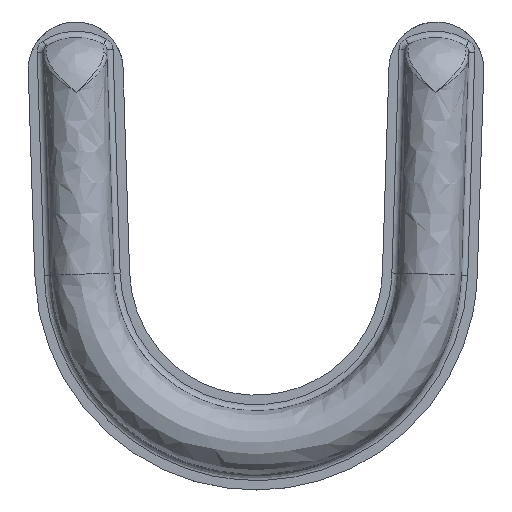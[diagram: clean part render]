
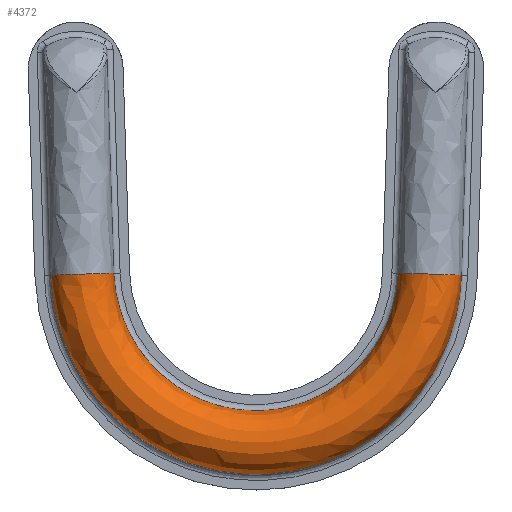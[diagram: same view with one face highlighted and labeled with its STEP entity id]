
A CAD part, top view. The second image highlights one B-rep face of the part: STEP entity #4372.
In plain terms, the highlighted free-form (B-spline) face has degree [2, 2] with [5, 5] control points.
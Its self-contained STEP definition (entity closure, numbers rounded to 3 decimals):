
#4232=CARTESIAN_POINT('',(22.489,33.287,5.0));
#4233=VERTEX_POINT('',#4232);
#4240=CARTESIAN_POINT('',(-22.488,33.278,5.0));
#4241=VERTEX_POINT('',#4240);
#4247=CARTESIAN_POINT('',(-22.488,33.278,5.0));
#4248=CARTESIAN_POINT('',(-21.789,11.496,5.0));
#4249=CARTESIAN_POINT('',(0.004,11.5,5.0));
#4250=CARTESIAN_POINT('',(21.798,11.504,5.0));
#4251=CARTESIAN_POINT('',(22.489,33.287,5.0));
#4259=(BOUNDED_CURVE()B_SPLINE_CURVE(2,(#4247,#4248,#4249,#4250,#4251),.UNSPECIFIED.,.F.,.U.)B_SPLINE_CURVE_WITH_KNOTS((3,2,3),(0.0,0.5,1.0),.UNSPECIFIED.)CURVE()GEOMETRIC_REPRESENTATION_ITEM()RATIONAL_B_SPLINE_CURVE((1.0,0.718,1.0,0.718,1.0))REPRESENTATION_ITEM(''));
#4260=EDGE_CURVE('',#4241,#4233,#4259,.T.);
#4265=CARTESIAN_POINT('',(-32.262,37.49,4.294));
#4266=CARTESIAN_POINT('',(-36.15,1.55,4.294));
#4267=CARTESIAN_POINT('',(0.,1.55,4.294));
#4268=CARTESIAN_POINT('',(36.161,1.55,4.294));
#4269=CARTESIAN_POINT('',(32.261,37.5,4.294));
#4270=CARTESIAN_POINT('',(-33.076,37.578,10.036));
#4271=CARTESIAN_POINT('',(-37.063,0.731,10.036));
#4272=CARTESIAN_POINT('',(0.,0.731,10.036));
#4273=CARTESIAN_POINT('',(37.074,0.731,10.036));
#4274=CARTESIAN_POINT('',(33.075,37.588,10.036));
#4275=CARTESIAN_POINT('',(-27.309,36.954,10.));
#4276=CARTESIAN_POINT('',(-30.601,6.531,10.));
#4277=CARTESIAN_POINT('',(0.,6.531,10.));
#4278=CARTESIAN_POINT('',(30.61,6.531,10.));
#4279=CARTESIAN_POINT('',(27.308,36.963,10.));
#4280=CARTESIAN_POINT('',(-21.611,36.338,9.964));
#4281=CARTESIAN_POINT('',(-24.216,12.263,9.964));
#4282=CARTESIAN_POINT('',(0.,12.263,9.964));
#4283=CARTESIAN_POINT('',(24.223,12.263,9.964));
#4284=CARTESIAN_POINT('',(21.61,36.345,9.964));
#4285=CARTESIAN_POINT('',(-22.42,36.425,4.29));
#4286=CARTESIAN_POINT('',(-25.122,11.449,4.29));
#4287=CARTESIAN_POINT('',(0.,11.449,4.29));
#4288=CARTESIAN_POINT('',(25.13,11.449,4.29));
#4289=CARTESIAN_POINT('',(22.419,36.432,4.29));
#4297=(BOUNDED_SURFACE()B_SPLINE_SURFACE(2,2,((#4265,#4270,#4275,#4280,#4285),(#4266,#4271,#4276,#4281,#4286),(#4267,#4272,#4277,#4282,#4287),(#4268,#4273,#4278,#4283,#4288),(#4269,#4274,#4279,#4284,#4289)),.UNSPECIFIED.,.F.,.F.,.U.)B_SPLINE_SURFACE_WITH_KNOTS((3,2,3),(3,2,3),(0.0,57.909,115.829),(0.0,9.165,18.259),.UNSPECIFIED.)GEOMETRIC_REPRESENTATION_ITEM()RATIONAL_B_SPLINE_SURFACE(((0.984,0.645,0.991,0.647,0.979),(0.66,0.433,0.665,0.434,0.657),(0.993,0.651,1.0,0.653,0.988),(0.66,0.433,0.665,0.434,0.657),(0.984,0.645,0.991,0.647,0.979)))REPRESENTATION_ITEM('')SURFACE());
#4298=ORIENTED_EDGE('',*,*,#4260,.F.);
#4299=CARTESIAN_POINT('',(-32.483,32.96,5.0));
#4300=VERTEX_POINT('',#4299);
#4301=CARTESIAN_POINT('',(-32.483,32.96,5.0));
#4302=CARTESIAN_POINT('',(-32.483,32.96,5.327));
#4303=CARTESIAN_POINT('',(-32.451,32.961,5.654));
#4304=CARTESIAN_POINT('',(-32.324,32.965,6.296));
#4305=CARTESIAN_POINT('',(-32.228,32.968,6.611));
#4306=CARTESIAN_POINT('',(-31.978,32.976,7.216));
#4307=CARTESIAN_POINT('',(-31.823,32.981,7.506));
#4308=CARTESIAN_POINT('',(-31.459,32.992,8.05));
#4309=CARTESIAN_POINT('',(-31.251,32.999,8.304));
#4310=CARTESIAN_POINT('',(-30.788,33.014,8.767));
#4311=CARTESIAN_POINT('',(-30.534,33.022,8.976));
#4312=CARTESIAN_POINT('',(-29.99,33.039,9.339));
#4313=CARTESIAN_POINT('',(-29.701,33.049,9.494));
#4314=CARTESIAN_POINT('',(-29.096,33.068,9.745));
#4315=CARTESIAN_POINT('',(-28.782,33.078,9.84));
#4316=CARTESIAN_POINT('',(-28.14,33.098,9.968));
#4317=CARTESIAN_POINT('',(-27.813,33.109,10.));
#4318=CARTESIAN_POINT('',(-27.159,33.13,10.));
#4319=CARTESIAN_POINT('',(-26.832,33.14,9.968));
#4320=CARTESIAN_POINT('',(-26.19,33.16,9.84));
#4321=CARTESIAN_POINT('',(-25.876,33.17,9.745));
#4322=CARTESIAN_POINT('',(-25.271,33.19,9.494));
#4323=CARTESIAN_POINT('',(-24.981,33.199,9.339));
#4324=CARTESIAN_POINT('',(-24.437,33.216,8.976));
#4325=CARTESIAN_POINT('',(-24.183,33.224,8.767));
#4326=CARTESIAN_POINT('',(-23.721,33.239,8.304));
#4327=CARTESIAN_POINT('',(-23.512,33.246,8.05));
#4328=CARTESIAN_POINT('',(-23.149,33.257,7.506));
#4329=CARTESIAN_POINT('',(-22.994,33.262,7.216));
#4330=CARTESIAN_POINT('',(-22.744,33.27,6.611));
#4331=CARTESIAN_POINT('',(-22.648,33.273,6.296));
#4332=CARTESIAN_POINT('',(-22.521,33.277,5.654));
#4333=CARTESIAN_POINT('',(-22.488,33.278,5.327));
#4334=CARTESIAN_POINT('',(-22.488,33.278,5.0));
#4335=B_SPLINE_CURVE_WITH_KNOTS('',3,(#4301,#4302,#4303,#4304,#4305,#4306,#4307,#4308,#4309,#4310,#4311,#4312,#4313,#4314,#4315,#4316,#4317,#4318,#4319,#4320,#4321,#4322,#4323,#4324,#4325,#4326,#4327,#4328,#4329,#4330,#4331,#4332,#4333,#4334),.UNSPECIFIED.,.F.,.U.,(4,2,2,2,2,2,2,2,2,2,2,2,2,2,2,2,4),(0.0,0.062,0.125,0.187,0.25,0.312,0.375,0.437,0.5,0.562,0.625,0.687,0.75,0.812,0.875,0.937,1.),.UNSPECIFIED.);
#4336=EDGE_CURVE('',#4300,#4241,#4335,.T.);
#4337=ORIENTED_EDGE('',*,*,#4336,.F.);
#4338=CARTESIAN_POINT('',(32.484,32.97,5.0));
#4339=VERTEX_POINT('',#4338);
#4340=CARTESIAN_POINT('',(-32.483,32.96,5.0));
#4341=CARTESIAN_POINT('',(-31.476,1.495,5.0));
#4342=CARTESIAN_POINT('',(0.005,1.5,5.0));
#4343=CARTESIAN_POINT('',(31.486,1.505,5.0));
#4344=CARTESIAN_POINT('',(32.484,32.97,5.0));
#4352=(BOUNDED_CURVE()B_SPLINE_CURVE(2,(#4340,#4341,#4342,#4343,#4344),.UNSPECIFIED.,.F.,.U.)B_SPLINE_CURVE_WITH_KNOTS((3,2,3),(0.0,0.5,1.0),.UNSPECIFIED.)CURVE()GEOMETRIC_REPRESENTATION_ITEM()RATIONAL_B_SPLINE_CURVE((1.0,0.718,1.0,0.718,1.0))REPRESENTATION_ITEM(''));
#4353=EDGE_CURVE('',#4300,#4339,#4352,.T.);
#4354=ORIENTED_EDGE('',*,*,#4353,.T.);
#4355=CARTESIAN_POINT('',(32.484,32.97,5.0));
#4356=CARTESIAN_POINT('',(32.484,32.97,10.));
#4357=CARTESIAN_POINT('',(27.486,33.129,10.0));
#4358=CARTESIAN_POINT('',(22.489,33.287,10.));
#4359=CARTESIAN_POINT('',(22.489,33.287,5.0));
#4367=(BOUNDED_CURVE()B_SPLINE_CURVE(2,(#4355,#4356,#4357,#4358,#4359),.UNSPECIFIED.,.F.,.U.)B_SPLINE_CURVE_WITH_KNOTS((3,2,3),(0.0,0.5,1.0),.UNSPECIFIED.)CURVE()GEOMETRIC_REPRESENTATION_ITEM()RATIONAL_B_SPLINE_CURVE((1.0,0.707,1.0,0.707,1.0))REPRESENTATION_ITEM(''));
#4368=EDGE_CURVE('',#4339,#4233,#4367,.T.);
#4369=ORIENTED_EDGE('',*,*,#4368,.T.);
#4370=EDGE_LOOP('',(#4298,#4337,#4354,#4369));
#4371=FACE_OUTER_BOUND('',#4370,.T.);
#4372=ADVANCED_FACE('',(#4371),#4297,.T.);
